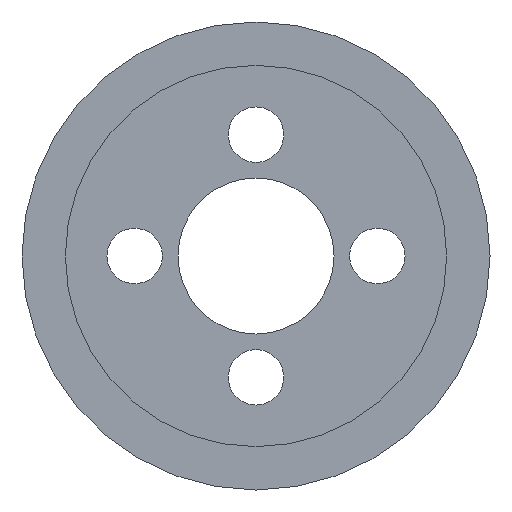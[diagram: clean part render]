
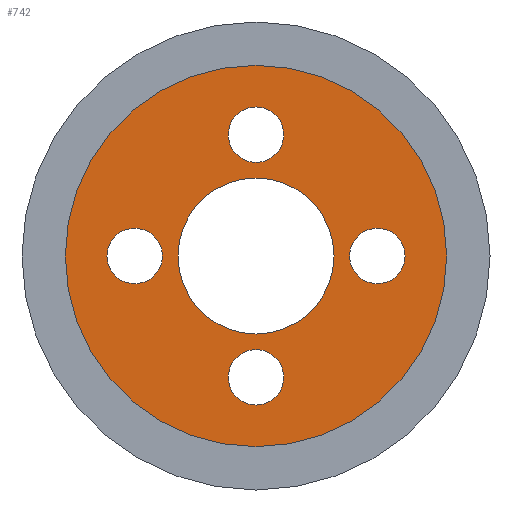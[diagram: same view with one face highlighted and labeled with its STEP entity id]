
A CAD part, front view. The second image highlights one B-rep face of the part: STEP entity #742.
In plain terms, the highlighted planar face has unit normal (0, -1, 0).
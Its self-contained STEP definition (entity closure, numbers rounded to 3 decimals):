
#50=PLANE('',#814);
#65=FACE_BOUND('',#195,.T.);
#66=FACE_BOUND('',#196,.T.);
#67=FACE_BOUND('',#197,.T.);
#68=FACE_BOUND('',#198,.T.);
#69=FACE_BOUND('',#199,.T.);
#146=FACE_OUTER_BOUND('',#194,.T.);
#194=EDGE_LOOP('',(#591));
#195=EDGE_LOOP('',(#592));
#196=EDGE_LOOP('',(#593));
#197=EDGE_LOOP('',(#594));
#198=EDGE_LOOP('',(#595));
#199=EDGE_LOOP('',(#596));
#256=CIRCLE('',#792,1.6);
#272=CIRCLE('',#813,1.6);
#273=CIRCLE('',#815,11.);
#274=CIRCLE('',#816,1.6);
#275=CIRCLE('',#817,4.5);
#276=CIRCLE('',#818,1.6);
#319=VERTEX_POINT('',#1389);
#338=VERTEX_POINT('',#1468);
#339=VERTEX_POINT('',#1472);
#340=VERTEX_POINT('',#1474);
#341=VERTEX_POINT('',#1476);
#342=VERTEX_POINT('',#1478);
#409=EDGE_CURVE('',#319,#319,#256,.T.);
#434=EDGE_CURVE('',#338,#338,#272,.T.);
#435=EDGE_CURVE('',#339,#339,#273,.T.);
#436=EDGE_CURVE('',#340,#340,#274,.T.);
#437=EDGE_CURVE('',#341,#341,#275,.T.);
#438=EDGE_CURVE('',#342,#342,#276,.T.);
#591=ORIENTED_EDGE('',*,*,#435,.T.);
#592=ORIENTED_EDGE('',*,*,#436,.T.);
#593=ORIENTED_EDGE('',*,*,#437,.T.);
#594=ORIENTED_EDGE('',*,*,#409,.T.);
#595=ORIENTED_EDGE('',*,*,#434,.T.);
#596=ORIENTED_EDGE('',*,*,#438,.F.);
#742=ADVANCED_FACE('',(#146,#65,#66,#67,#68,#69),#50,.F.);
#792=AXIS2_PLACEMENT_3D('',#1391,#877,#878);
#813=AXIS2_PLACEMENT_3D('',#1470,#922,#923);
#814=AXIS2_PLACEMENT_3D('',#1471,#924,#925);
#815=AXIS2_PLACEMENT_3D('',#1473,#926,#927);
#816=AXIS2_PLACEMENT_3D('',#1475,#928,#929);
#817=AXIS2_PLACEMENT_3D('',#1477,#930,#931);
#818=AXIS2_PLACEMENT_3D('',#1479,#932,#933);
#877=DIRECTION('center_axis',(0.,1.,0.));
#878=DIRECTION('ref_axis',(-1.,0.,0.));
#922=DIRECTION('center_axis',(0.,1.,0.));
#923=DIRECTION('ref_axis',(-1.,0.,0.));
#924=DIRECTION('center_axis',(0.,1.,0.));
#925=DIRECTION('ref_axis',(1.,0.,0.));
#926=DIRECTION('center_axis',(0.,-1.,0.));
#927=DIRECTION('ref_axis',(-1.,0.,0.));
#928=DIRECTION('center_axis',(0.,1.,0.));
#929=DIRECTION('ref_axis',(-1.,0.,0.));
#930=DIRECTION('center_axis',(0.,1.,0.));
#931=DIRECTION('ref_axis',(-1.,0.,0.));
#932=DIRECTION('center_axis',(0.,-1.,0.));
#933=DIRECTION('ref_axis',(1.,0.,0.));
#1389=CARTESIAN_POINT('',(-5.4,2.,0.));
#1391=CARTESIAN_POINT('Origin',(-7.,2.,0.));
#1468=CARTESIAN_POINT('',(-1.6,2.,-7.));
#1470=CARTESIAN_POINT('Origin',(0.,2.,-7.));
#1471=CARTESIAN_POINT('Origin',(0.,2.,0.));
#1472=CARTESIAN_POINT('',(-11.,2.,0.));
#1473=CARTESIAN_POINT('Origin',(0.,2.,0.));
#1474=CARTESIAN_POINT('',(-1.6,2.,7.));
#1475=CARTESIAN_POINT('Origin',(0.,2.,7.));
#1476=CARTESIAN_POINT('',(-4.5,2.,0.));
#1477=CARTESIAN_POINT('Origin',(0.,2.,0.));
#1478=CARTESIAN_POINT('',(5.4,2.,0.));
#1479=CARTESIAN_POINT('Origin',(7.,2.,0.));
